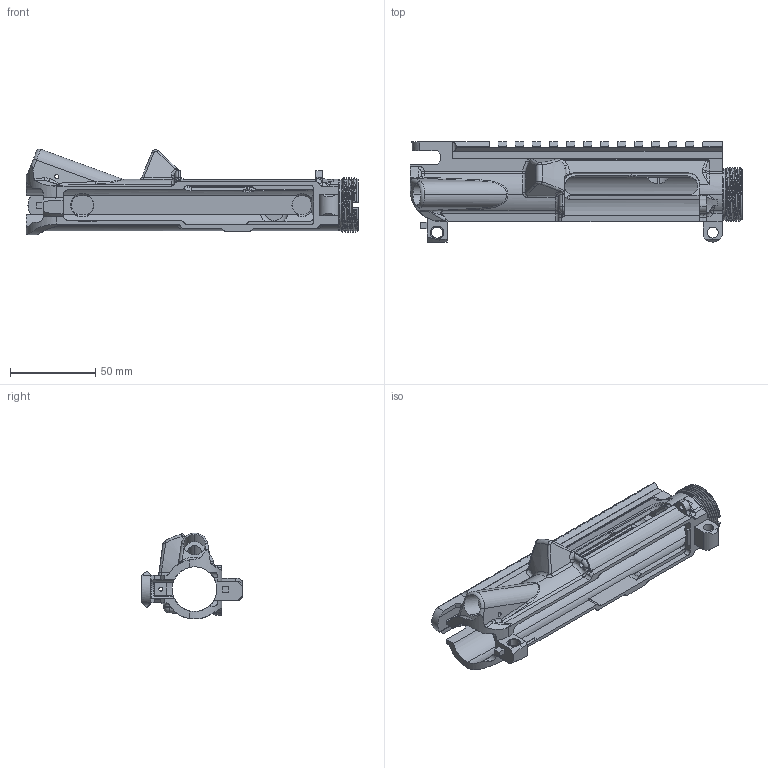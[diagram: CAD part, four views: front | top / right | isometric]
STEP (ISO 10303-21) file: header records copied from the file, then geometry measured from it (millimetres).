
FILE_DESCRIPTION (( 'STEP AP214' ), '1' );
FILE_NAME ('ZET upper.STEP', '2023-12-04T12:08:22', ( '' ), ( '' ), 'SwSTEP 2.0', 'SolidWorks 2021', '' );
FILE_SCHEMA (( 'AUTOMOTIVE_DESIGN' ));
Length unit declared in the file: millimetre
Products named in the file (1): ZET upper
Bounding box: 194.99 x 58.84 x 50.47 mm (x, y, z)
Volume: 66820.4 mm3; surface area: 50266.6 mm2
Topology: 1 solids, 1 shells, 638 faces, 1789 edges, 1136 vertices
Faces by surface type: plane 295, cylinder 178, bspline 86, torus 41, cone 25, sphere 13
Entity records: 28286 total; most frequent: CARTESIAN_POINT 12701, ORIENTED_EDGE 3560, DIRECTION 2930, EDGE_CURVE 1780, VERTEX_POINT 1136, AXIS2_PLACEMENT_3D 981, VECTOR 968, LINE 968
